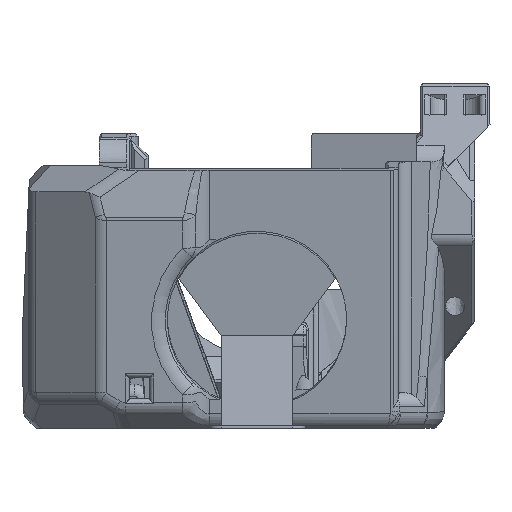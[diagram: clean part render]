
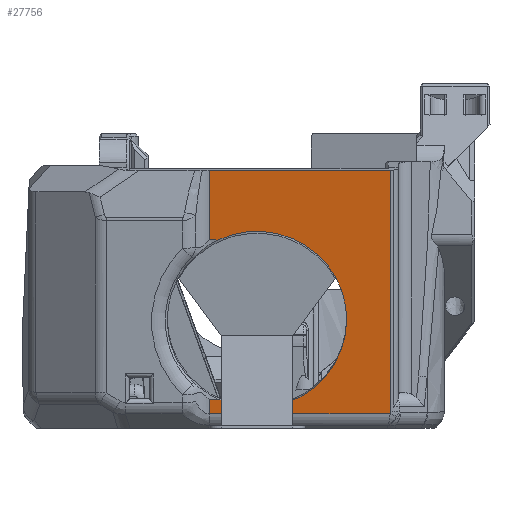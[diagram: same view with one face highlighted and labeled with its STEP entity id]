
A CAD part, left-side view. The second image highlights one B-rep face of the part: STEP entity #27756.
In plain terms, the highlighted planar face has unit normal (-0.985, 0, -0.174).
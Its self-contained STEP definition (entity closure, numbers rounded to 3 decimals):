
#620=ELLIPSE('',#29972,1.92,1.);
#1195=B_SPLINE_CURVE_WITH_KNOTS('',3,(#47777,#47778,#47779,#47780),
 .UNSPECIFIED.,.F.,.F.,(4,4),(0.,0.001),.UNSPECIFIED.);
#1203=B_SPLINE_CURVE_WITH_KNOTS('',3,(#47931,#47932,#47933,#47934),
 .UNSPECIFIED.,.F.,.F.,(4,4),(0.,0.001),.UNSPECIFIED.);
#2082=CIRCLE('',#29973,14.);
#7023=ORIENTED_EDGE('',*,*,#13690,.T.);
#7024=ORIENTED_EDGE('',*,*,#13757,.T.);
#7025=ORIENTED_EDGE('',*,*,#13755,.F.);
#7026=ORIENTED_EDGE('',*,*,#13758,.F.);
#7027=ORIENTED_EDGE('',*,*,#13759,.T.);
#7028=ORIENTED_EDGE('',*,*,#13760,.T.);
#7029=ORIENTED_EDGE('',*,*,#13761,.T.);
#7030=ORIENTED_EDGE('',*,*,#13693,.T.);
#7031=ORIENTED_EDGE('',*,*,#13691,.T.);
#13690=EDGE_CURVE('',#17149,#17221,#19523,.T.);
#13691=EDGE_CURVE('',#17222,#17149,#19524,.F.);
#13693=EDGE_CURVE('',#17223,#17222,#1195,.T.);
#13755=EDGE_CURVE('',#17265,#17266,#19568,.F.);
#13757=EDGE_CURVE('',#17221,#17266,#620,.F.);
#13758=EDGE_CURVE('',#17267,#17265,#19569,.T.);
#13759=EDGE_CURVE('',#17267,#17268,#19570,.F.);
#13760=EDGE_CURVE('',#17268,#17269,#1203,.F.);
#13761=EDGE_CURVE('',#17269,#17223,#2082,.T.);
#17149=VERTEX_POINT('',#47494);
#17221=VERTEX_POINT('',#47744);
#17222=VERTEX_POINT('',#47748);
#17223=VERTEX_POINT('',#47781);
#17265=VERTEX_POINT('',#47921);
#17266=VERTEX_POINT('',#47923);
#17267=VERTEX_POINT('',#47928);
#17268=VERTEX_POINT('',#47930);
#17269=VERTEX_POINT('',#47935);
#19523=LINE('',#47745,#21853);
#19524=LINE('',#47747,#21854);
#19568=LINE('',#47922,#21898);
#19569=LINE('',#47927,#21899);
#19570=LINE('',#47929,#21900);
#21853=VECTOR('',#35022,1000.);
#21854=VECTOR('',#35025,1000.);
#21898=VECTOR('',#35119,1000.);
#21899=VECTOR('',#35126,1000.);
#21900=VECTOR('',#35127,1000.);
#23541=EDGE_LOOP('',(#7023,#7024,#7025,#7026,#7027,#7028,#7029,#7030,#7031));
#25267=FACE_BOUND('',#23541,.T.);
#26615=PLANE('',#29971);
#27756=ADVANCED_FACE('',(#25267),#26615,.F.);
#29971=AXIS2_PLACEMENT_3D('',#47925,#35122,#35123);
#29972=AXIS2_PLACEMENT_3D('',#47926,#35124,#35125);
#29973=AXIS2_PLACEMENT_3D('',#47936,#35128,#35129);
#35022=DIRECTION('',(0.,-1.,0.));
#35025=DIRECTION('',(-0.174,0.,0.985));
#35119=DIRECTION('',(-0.174,0.,0.985));
#35122=DIRECTION('',(0.985,0.,0.174));
#35123=DIRECTION('',(-0.174,0.,0.985));
#35124=DIRECTION('',(0.985,0.,0.174));
#35125=DIRECTION('',(0.126,-0.686,-0.716));
#35126=DIRECTION('',(0.,-1.,0.));
#35127=DIRECTION('',(-0.174,0.,0.985));
#35128=DIRECTION('',(0.985,0.,0.174));
#35129=DIRECTION('',(-0.174,0.,0.985));
#47494=CARTESIAN_POINT('',(-27.864,12.27,2.262));
#47744=CARTESIAN_POINT('',(-27.864,-15.951,2.262));
#47745=CARTESIAN_POINT('',(-27.864,-14.655,2.262));
#47747=CARTESIAN_POINT('',(-31.185,12.27,21.099));
#47748=CARTESIAN_POINT('',(-28.255,12.27,4.482));
#47777=CARTESIAN_POINT('',(-28.27,10.952,4.562));
#47778=CARTESIAN_POINT('',(-28.27,11.393,4.564));
#47779=CARTESIAN_POINT('',(-28.265,11.833,4.537));
#47780=CARTESIAN_POINT('',(-28.255,12.27,4.482));
#47781=CARTESIAN_POINT('',(-28.27,10.952,4.562));
#47921=CARTESIAN_POINT('',(-34.572,-16.002,40.304));
#47922=CARTESIAN_POINT('',(-7.663,-16.002,-112.301));
#47923=CARTESIAN_POINT('',(-27.916,-16.002,2.558));
#47925=CARTESIAN_POINT('',(-31.185,24.853,21.099));
#47926=CARTESIAN_POINT('',(-28.071,-14.497,3.435));
#47927=CARTESIAN_POINT('',(-34.572,24.853,40.304));
#47928=CARTESIAN_POINT('',(-34.572,12.27,40.304));
#47929=CARTESIAN_POINT('',(-31.185,12.27,21.099));
#47930=CARTESIAN_POINT('',(-32.66,12.27,29.463));
#47931=CARTESIAN_POINT('',(-32.646,10.952,29.383));
#47932=CARTESIAN_POINT('',(-32.646,11.393,29.381));
#47933=CARTESIAN_POINT('',(-32.651,11.833,29.409));
#47934=CARTESIAN_POINT('',(-32.66,12.27,29.463));
#47935=CARTESIAN_POINT('',(-32.646,10.952,29.383));
#47936=CARTESIAN_POINT('',(-30.458,4.853,16.973));
